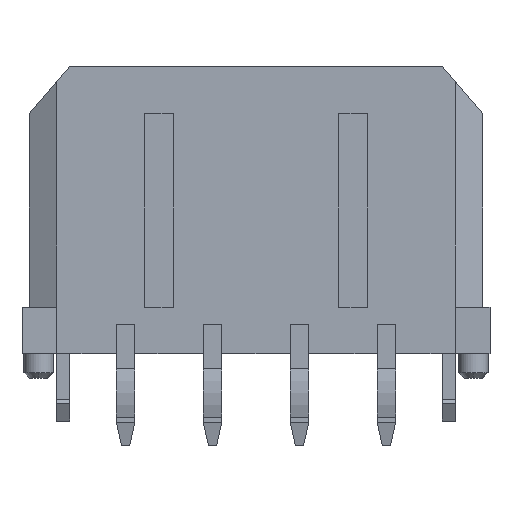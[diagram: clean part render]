
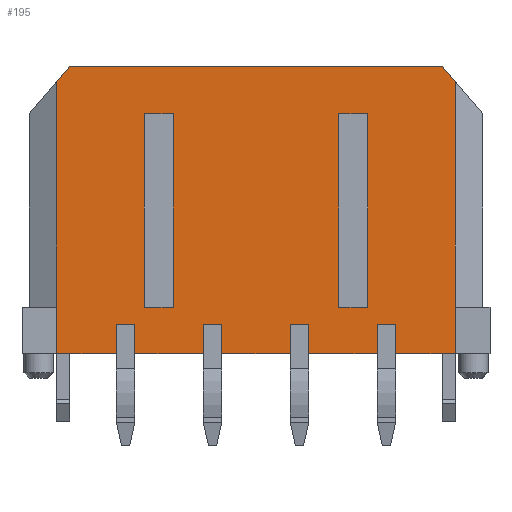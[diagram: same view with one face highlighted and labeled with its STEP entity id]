
A CAD part, front view. The second image highlights one B-rep face of the part: STEP entity #195.
In plain terms, the highlighted planar face has unit normal (0, -1, 0).
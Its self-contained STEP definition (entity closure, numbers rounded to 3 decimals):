
#195=ADVANCED_FACE('',(#799,#800,#801),#802,.T.);
#799=FACE_OUTER_BOUND('',#1759,.T.);
#800=FACE_BOUND('',#1760,.T.);
#801=FACE_BOUND('',#1761,.T.);
#802=PLANE('',#1762);
#1759=EDGE_LOOP('',(#3492,#3493,#3494,#3495,#3496,#3497,#3498,#3499,#3500,#3501,#3502,#3503,#3504,#3505,#3506,#3507,#3508,#3509,#3510,#3511,#3512,#3513,#3514,#3515));
#1760=EDGE_LOOP('',(#3516,#3517,#3518,#3519));
#1761=EDGE_LOOP('',(#3520,#3521,#3522,#3523));
#1762=AXIS2_PLACEMENT_3D('',#3524,#3525,#3526);
#3492=ORIENTED_EDGE('',*,*,#6617,.T.);
#3493=ORIENTED_EDGE('',*,*,#6618,.F.);
#3494=ORIENTED_EDGE('',*,*,#6615,.F.);
#3495=ORIENTED_EDGE('',*,*,#6619,.T.);
#3496=ORIENTED_EDGE('',*,*,#6620,.T.);
#3497=ORIENTED_EDGE('',*,*,#6621,.F.);
#3498=ORIENTED_EDGE('',*,*,#6608,.F.);
#3499=ORIENTED_EDGE('',*,*,#6622,.T.);
#3500=ORIENTED_EDGE('',*,*,#6623,.T.);
#3501=ORIENTED_EDGE('',*,*,#6624,.F.);
#3502=ORIENTED_EDGE('',*,*,#6605,.F.);
#3503=ORIENTED_EDGE('',*,*,#6560,.T.);
#3504=ORIENTED_EDGE('',*,*,#6552,.T.);
#3505=ORIENTED_EDGE('',*,*,#6537,.F.);
#3506=ORIENTED_EDGE('',*,*,#6604,.F.);
#3507=ORIENTED_EDGE('',*,*,#6625,.F.);
#3508=ORIENTED_EDGE('',*,*,#6626,.F.);
#3509=ORIENTED_EDGE('',*,*,#6297,.T.);
#3510=ORIENTED_EDGE('',*,*,#6627,.F.);
#3511=ORIENTED_EDGE('',*,*,#6304,.T.);
#3512=ORIENTED_EDGE('',*,*,#6628,.T.);
#3513=ORIENTED_EDGE('',*,*,#6629,.T.);
#3514=ORIENTED_EDGE('',*,*,#6610,.F.);
#3515=ORIENTED_EDGE('',*,*,#6578,.T.);
#3516=ORIENTED_EDGE('',*,*,#6630,.F.);
#3517=ORIENTED_EDGE('',*,*,#6631,.F.);
#3518=ORIENTED_EDGE('',*,*,#6632,.T.);
#3519=ORIENTED_EDGE('',*,*,#6633,.T.);
#3520=ORIENTED_EDGE('',*,*,#6634,.F.);
#3521=ORIENTED_EDGE('',*,*,#6635,.F.);
#3522=ORIENTED_EDGE('',*,*,#6636,.T.);
#3523=ORIENTED_EDGE('',*,*,#6637,.T.);
#3524=CARTESIAN_POINT('',(-7.825,-3.43,4.955));
#3525=DIRECTION('',(0.0,-1.0,0.0));
#3526=DIRECTION('',(0.0,0.0,-1.0));
#6297=EDGE_CURVE('',#7619,#7617,#7620,.T.);
#6304=EDGE_CURVE('',#7629,#7627,#7630,.T.);
#6537=EDGE_CURVE('',#8042,#8044,#8045,.T.);
#6552=EDGE_CURVE('',#8069,#8044,#8070,.T.);
#6560=EDGE_CURVE('',#8079,#8069,#8080,.T.);
#6578=EDGE_CURVE('',#8108,#8106,#8109,.T.);
#6604=EDGE_CURVE('',#8149,#8042,#8151,.T.);
#6605=EDGE_CURVE('',#8079,#8152,#8153,.T.);
#6608=EDGE_CURVE('',#8155,#8157,#8158,.T.);
#6610=EDGE_CURVE('',#8108,#8160,#8161,.T.);
#6615=EDGE_CURVE('',#8167,#8169,#8170,.T.);
#6617=EDGE_CURVE('',#8106,#8172,#8173,.T.);
#6618=EDGE_CURVE('',#8169,#8172,#8174,.T.);
#6619=EDGE_CURVE('',#8167,#8175,#8176,.T.);
#6620=EDGE_CURVE('',#8175,#8177,#8178,.T.);
#6621=EDGE_CURVE('',#8157,#8177,#8179,.T.);
#6622=EDGE_CURVE('',#8155,#8180,#8181,.T.);
#6623=EDGE_CURVE('',#8180,#8182,#8183,.T.);
#6624=EDGE_CURVE('',#8152,#8182,#8184,.T.);
#6625=EDGE_CURVE('',#8185,#8149,#8186,.T.);
#6626=EDGE_CURVE('',#7619,#8185,#8187,.T.);
#6627=EDGE_CURVE('',#7629,#7617,#8188,.T.);
#6628=EDGE_CURVE('',#7627,#8189,#8190,.T.);
#6629=EDGE_CURVE('',#8189,#8160,#8191,.T.);
#6630=EDGE_CURVE('',#8192,#8193,#8194,.T.);
#6631=EDGE_CURVE('',#8195,#8192,#8196,.T.);
#6632=EDGE_CURVE('',#8195,#8197,#8198,.T.);
#6633=EDGE_CURVE('',#8197,#8193,#8199,.T.);
#6634=EDGE_CURVE('',#8200,#8201,#8202,.T.);
#6635=EDGE_CURVE('',#8203,#8200,#8204,.T.);
#6636=EDGE_CURVE('',#8203,#8205,#8206,.T.);
#6637=EDGE_CURVE('',#8205,#8201,#8207,.T.);
#7617=VERTEX_POINT('',#9606);
#7619=VERTEX_POINT('',#9609);
#7620=LINE('',#9610,#9611);
#7627=VERTEX_POINT('',#9623);
#7629=VERTEX_POINT('',#9626);
#7630=LINE('',#9627,#9628);
#8042=VERTEX_POINT('',#10265);
#8044=VERTEX_POINT('',#10268);
#8045=LINE('',#10269,#10270);
#8069=VERTEX_POINT('',#10308);
#8070=LINE('',#10309,#10310);
#8079=VERTEX_POINT('',#10326);
#8080=LINE('',#10327,#10328);
#8106=VERTEX_POINT('',#10370);
#8108=VERTEX_POINT('',#10373);
#8109=LINE('',#10374,#10375);
#8149=VERTEX_POINT('',#10439);
#8151=LINE('',#10442,#10443);
#8152=VERTEX_POINT('',#10444);
#8153=LINE('',#10445,#10446);
#8155=VERTEX_POINT('',#10449);
#8157=VERTEX_POINT('',#10452);
#8158=LINE('',#10453,#10454);
#8160=VERTEX_POINT('',#10457);
#8161=LINE('',#10458,#10459);
#8167=VERTEX_POINT('',#10468);
#8169=VERTEX_POINT('',#10471);
#8170=LINE('',#10472,#10473);
#8172=VERTEX_POINT('',#10476);
#8173=LINE('',#10477,#10478);
#8174=LINE('',#10479,#10480);
#8175=VERTEX_POINT('',#10481);
#8176=LINE('',#10482,#10483);
#8177=VERTEX_POINT('',#10484);
#8178=LINE('',#10485,#10486);
#8179=LINE('',#10487,#10488);
#8180=VERTEX_POINT('',#10489);
#8181=LINE('',#10490,#10491);
#8182=VERTEX_POINT('',#10492);
#8183=LINE('',#10493,#10494);
#8184=LINE('',#10495,#10496);
#8185=VERTEX_POINT('',#10497);
#8186=LINE('',#10498,#10499);
#8187=LINE('',#10500,#10501);
#8188=LINE('',#10502,#10503);
#8189=VERTEX_POINT('',#10504);
#8190=LINE('',#10505,#10506);
#8191=LINE('',#10507,#10508);
#8192=VERTEX_POINT('',#10509);
#8193=VERTEX_POINT('',#10510);
#8194=LINE('',#10511,#10512);
#8195=VERTEX_POINT('',#10513);
#8196=LINE('',#10514,#10515);
#8197=VERTEX_POINT('',#10516);
#8198=LINE('',#10517,#10518);
#8199=LINE('',#10519,#10520);
#8200=VERTEX_POINT('',#10521);
#8201=VERTEX_POINT('',#10522);
#8202=LINE('',#10523,#10524);
#8203=VERTEX_POINT('',#10525);
#8204=LINE('',#10526,#10527);
#8205=VERTEX_POINT('',#10528);
#8206=LINE('',#10529,#10530);
#8207=LINE('',#10531,#10532);
#9606=CARTESIAN_POINT('',(6.425,-3.43,4.955));
#9609=CARTESIAN_POINT('',(6.875,-3.43,4.428));
#9610=CARTESIAN_POINT('',(6.875,-3.43,4.428));
#9611=VECTOR('',#12379,0.693);
#9623=CARTESIAN_POINT('',(-6.875,-3.43,4.428));
#9626=CARTESIAN_POINT('',(-6.425,-3.43,4.955));
#9627=CARTESIAN_POINT('',(-6.425,-3.43,4.955));
#9628=VECTOR('',#12386,0.693);
#10265=CARTESIAN_POINT('',(4.82,-3.43,-4.955));
#10268=CARTESIAN_POINT('',(4.82,-3.43,-3.955));
#10269=CARTESIAN_POINT('',(4.82,-3.43,-4.955));
#10270=VECTOR('',#12631,1.0);
#10308=CARTESIAN_POINT('',(4.18,-3.43,-3.955));
#10309=CARTESIAN_POINT('',(4.18,-3.43,-3.955));
#10310=VECTOR('',#12646,0.64);
#10326=CARTESIAN_POINT('',(4.18,-3.43,-4.955));
#10327=CARTESIAN_POINT('',(4.18,-3.43,-4.955));
#10328=VECTOR('',#12654,1.0);
#10370=CARTESIAN_POINT('',(-4.82,-3.43,-3.955));
#10373=CARTESIAN_POINT('',(-4.82,-3.43,-4.955));
#10374=CARTESIAN_POINT('',(-4.82,-3.43,-4.955));
#10375=VECTOR('',#12672,1.0);
#10439=CARTESIAN_POINT('',(6.875,-3.43,-4.955));
#10442=CARTESIAN_POINT('',(6.875,-3.43,-4.955));
#10443=VECTOR('',#12698,2.055);
#10444=CARTESIAN_POINT('',(1.82,-3.43,-4.955));
#10445=CARTESIAN_POINT('',(4.18,-3.43,-4.955));
#10446=VECTOR('',#12699,2.36);
#10449=CARTESIAN_POINT('',(1.18,-3.43,-4.955));
#10452=CARTESIAN_POINT('',(-1.18,-3.43,-4.955));
#10453=CARTESIAN_POINT('',(1.18,-3.43,-4.955));
#10454=VECTOR('',#12702,2.36);
#10457=CARTESIAN_POINT('',(-6.875,-3.43,-4.955));
#10458=CARTESIAN_POINT('',(-4.82,-3.43,-4.955));
#10459=VECTOR('',#12704,2.055);
#10468=CARTESIAN_POINT('',(-1.82,-3.43,-4.955));
#10471=CARTESIAN_POINT('',(-4.18,-3.43,-4.955));
#10472=CARTESIAN_POINT('',(-1.82,-3.43,-4.955));
#10473=VECTOR('',#12709,2.36);
#10476=CARTESIAN_POINT('',(-4.18,-3.43,-3.955));
#10477=CARTESIAN_POINT('',(-4.82,-3.43,-3.955));
#10478=VECTOR('',#12711,0.64);
#10479=CARTESIAN_POINT('',(-4.18,-3.43,-4.955));
#10480=VECTOR('',#12712,1.0);
#10481=CARTESIAN_POINT('',(-1.82,-3.43,-3.955));
#10482=CARTESIAN_POINT('',(-1.82,-3.43,-4.955));
#10483=VECTOR('',#12713,1.0);
#10484=CARTESIAN_POINT('',(-1.18,-3.43,-3.955));
#10485=CARTESIAN_POINT('',(-1.82,-3.43,-3.955));
#10486=VECTOR('',#12714,0.64);
#10487=CARTESIAN_POINT('',(-1.18,-3.43,-4.955));
#10488=VECTOR('',#12715,1.0);
#10489=CARTESIAN_POINT('',(1.18,-3.43,-3.955));
#10490=CARTESIAN_POINT('',(1.18,-3.43,-4.955));
#10491=VECTOR('',#12716,1.0);
#10492=CARTESIAN_POINT('',(1.82,-3.43,-3.955));
#10493=CARTESIAN_POINT('',(1.18,-3.43,-3.955));
#10494=VECTOR('',#12717,0.64);
#10495=CARTESIAN_POINT('',(1.82,-3.43,-4.955));
#10496=VECTOR('',#12718,1.0);
#10497=CARTESIAN_POINT('',(6.875,-3.43,-3.355));
#10498=CARTESIAN_POINT('',(6.875,-3.43,-3.355));
#10499=VECTOR('',#12719,1.6);
#10500=CARTESIAN_POINT('',(6.875,-3.43,4.428));
#10501=VECTOR('',#12720,7.783);
#10502=CARTESIAN_POINT('',(-6.425,-3.43,4.955));
#10503=VECTOR('',#12721,12.85);
#10504=CARTESIAN_POINT('',(-6.875,-3.43,-3.355));
#10505=CARTESIAN_POINT('',(-6.875,-3.43,4.428));
#10506=VECTOR('',#12722,7.783);
#10507=CARTESIAN_POINT('',(-6.875,-3.43,-3.355));
#10508=VECTOR('',#12723,1.6);
#10509=CARTESIAN_POINT('',(3.85,-3.43,-3.355));
#10510=CARTESIAN_POINT('',(3.85,-3.43,3.315));
#10511=CARTESIAN_POINT('',(3.85,-3.43,-3.355));
#10512=VECTOR('',#12724,6.67);
#10513=CARTESIAN_POINT('',(2.85,-3.43,-3.355));
#10514=CARTESIAN_POINT('',(2.85,-3.43,-3.355));
#10515=VECTOR('',#12725,1.0);
#10516=CARTESIAN_POINT('',(2.85,-3.43,3.315));
#10517=CARTESIAN_POINT('',(2.85,-3.43,-3.355));
#10518=VECTOR('',#12726,6.67);
#10519=CARTESIAN_POINT('',(2.85,-3.43,3.315));
#10520=VECTOR('',#12727,1.0);
#10521=CARTESIAN_POINT('',(-2.85,-3.43,-3.355));
#10522=CARTESIAN_POINT('',(-2.85,-3.43,3.315));
#10523=CARTESIAN_POINT('',(-2.85,-3.43,-3.355));
#10524=VECTOR('',#12728,6.67);
#10525=CARTESIAN_POINT('',(-3.85,-3.43,-3.355));
#10526=CARTESIAN_POINT('',(-3.85,-3.43,-3.355));
#10527=VECTOR('',#12729,1.0);
#10528=CARTESIAN_POINT('',(-3.85,-3.43,3.315));
#10529=CARTESIAN_POINT('',(-3.85,-3.43,-3.355));
#10530=VECTOR('',#12730,6.67);
#10531=CARTESIAN_POINT('',(-3.85,-3.43,3.315));
#10532=VECTOR('',#12731,1.0);
#12379=DIRECTION('',(-0.649,0.0,0.761));
#12386=DIRECTION('',(-0.649,0.0,-0.761));
#12631=DIRECTION('',(0.0,0.0,1.0));
#12646=DIRECTION('',(1.0,0.0,0.0));
#12654=DIRECTION('',(0.0,0.0,1.0));
#12672=DIRECTION('',(0.0,0.0,1.0));
#12698=DIRECTION('',(-1.0,0.0,0.0));
#12699=DIRECTION('',(-1.0,0.0,0.0));
#12702=DIRECTION('',(-1.0,0.0,0.0));
#12704=DIRECTION('',(-1.0,0.0,0.0));
#12709=DIRECTION('',(-1.0,0.0,0.0));
#12711=DIRECTION('',(1.0,0.0,0.0));
#12712=DIRECTION('',(0.0,0.0,1.0));
#12713=DIRECTION('',(0.0,0.0,1.0));
#12714=DIRECTION('',(1.0,0.0,0.0));
#12715=DIRECTION('',(0.0,0.0,1.0));
#12716=DIRECTION('',(0.0,0.0,1.0));
#12717=DIRECTION('',(1.0,0.0,0.0));
#12718=DIRECTION('',(0.0,0.0,1.0));
#12719=DIRECTION('',(0.0,0.0,-1.0));
#12720=DIRECTION('',(0.0,0.0,-1.0));
#12721=DIRECTION('',(1.0,0.0,0.0));
#12722=DIRECTION('',(0.0,0.0,-1.0));
#12723=DIRECTION('',(0.0,0.0,-1.0));
#12724=DIRECTION('',(0.0,0.0,1.0));
#12725=DIRECTION('',(1.0,0.0,0.0));
#12726=DIRECTION('',(0.0,0.0,1.0));
#12727=DIRECTION('',(1.0,0.0,0.0));
#12728=DIRECTION('',(0.0,0.0,1.0));
#12729=DIRECTION('',(1.0,0.0,0.0));
#12730=DIRECTION('',(0.0,0.0,1.0));
#12731=DIRECTION('',(1.0,0.0,0.0));
